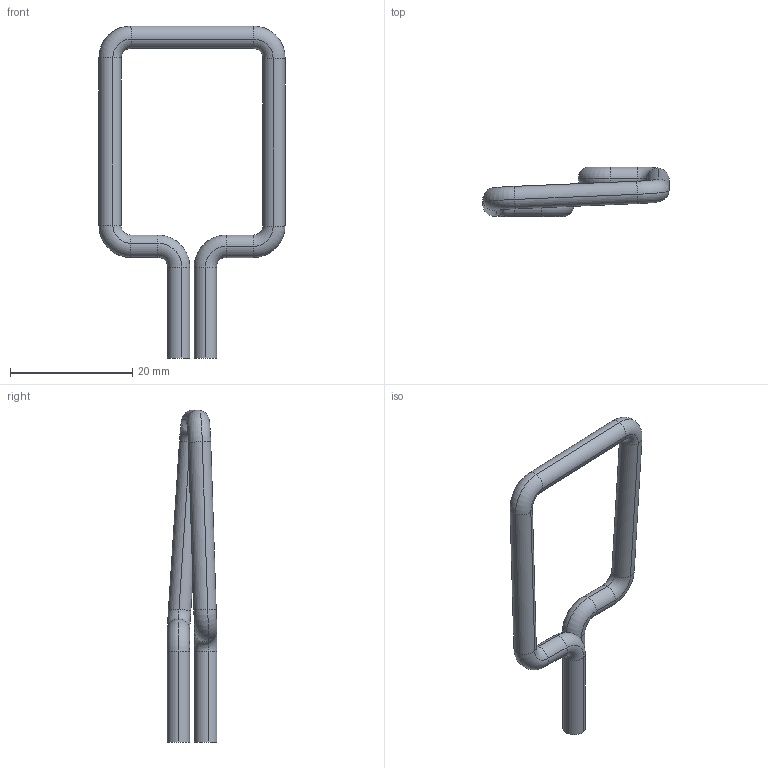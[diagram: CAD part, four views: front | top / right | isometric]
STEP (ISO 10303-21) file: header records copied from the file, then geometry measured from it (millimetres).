
FILE_DESCRIPTION(('FreeCAD Model'),'2;1');
FILE_NAME('Open CASCADE Shape Model','2024-10-09T17:07:10',('Author'),( ''),'Open CASCADE STEP processor 7.8','FreeCAD','Unknown');
FILE_SCHEMA(('AUTOMOTIVE_DESIGN { 1 0 10303 214 1 1 1 1 }'));
Length unit declared in the file: millimetre
Products named in the file (1): Layer1_p0
Bounding box: 30.42 x 8.13 x 54.25 mm (x, y, z)
Volume: 1534.2 mm3; surface area: 1695.4 mm2
Topology: 1 solids, 1 shells, 54 faces, 108 edges, 56 vertices
Faces by surface type: cylinder 28, torus 24, plane 2
Entity records: 1410 total; most frequent: DIRECTION 298, CARTESIAN_POINT 219, ORIENTED_EDGE 216, AXIS2_PLACEMENT_3D 135, EDGE_CURVE 108, CIRCLE 80, VERTEX_POINT 56, ADVANCED_FACE 54
